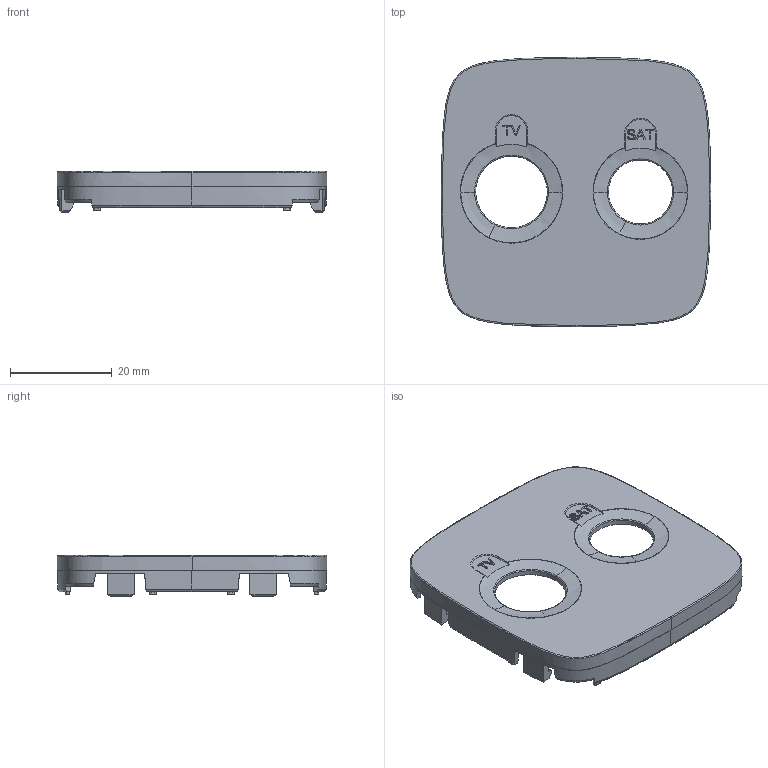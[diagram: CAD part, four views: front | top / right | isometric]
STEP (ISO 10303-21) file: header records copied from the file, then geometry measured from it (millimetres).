
FILE_DESCRIPTION(('CATIA V5 STEP Exchange','CAx-IF Rec.Pracs.--- Model Styling and Organization---1.4--- 2014-01-23'),'2;1');
FILE_NAME('754825_AllCATPart.stp','2020-02-18T14:05:20+00:00',('none'),('none'),'CATIA Version 5-6 Release 2017 SP3','CATIA V5 STEP AP214','none');
FILE_SCHEMA(('AUTOMOTIVE_DESIGN { 1 0 10303 214 1 1 1 1 }'));
Products named in the file (1): 754825_AllCATPart
Bounding box: 53.09 x 53.09 x 8.2 mm (x, y, z)
Volume: 4023.4 mm3; surface area: 7282.2 mm2
Topology: 1 solids, 1 shells, 1762 faces, 5096 edges, 3392 vertices
Faces by surface type: plane 1608, bspline 70, extrusion 58, cylinder 12, cone 12, torus 2
Entity records: 63940 total; most frequent: CARTESIAN_POINT 19227, ORIENTED_EDGE 10192, DIRECTION 6771, EDGE_CURVE 5096, VECTOR 3753, LINE 3695, VERTEX_POINT 3392, EDGE_LOOP 1822
